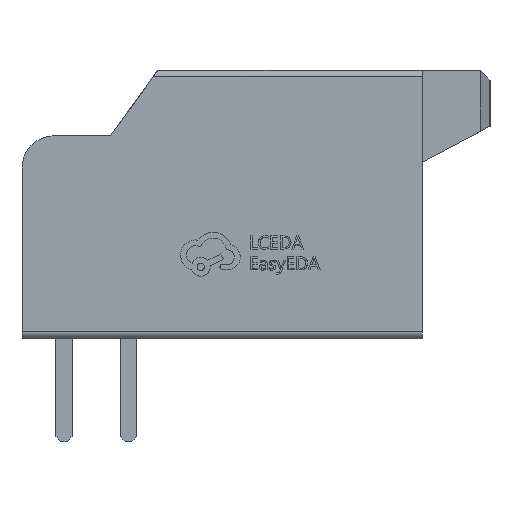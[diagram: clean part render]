
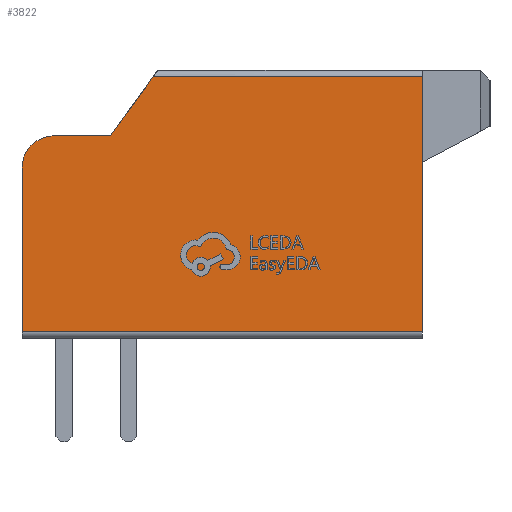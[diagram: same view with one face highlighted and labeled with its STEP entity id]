
A CAD part, left-side view. The second image highlights one B-rep face of the part: STEP entity #3822.
In plain terms, the highlighted planar face has unit normal (-1, 0, 0).
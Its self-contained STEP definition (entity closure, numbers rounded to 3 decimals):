
#119 = VECTOR ( 'NONE', #14289, 1000. ) ;
#409 = EDGE_CURVE ( 'NONE', #20694, #27535, #10635, .T. ) ;
#1436 = DIRECTION ( 'NONE',  ( 0., 0., 1. ) ) ;
#1608 = CARTESIAN_POINT ( 'NONE',  ( -11., -0.441, 6.275 ) ) ;
#1780 = CARTESIAN_POINT ( 'NONE',  ( -11., 2.3, 0.2 ) ) ;
#3656 = ORIENTED_EDGE ( 'NONE', *, *, #409, .T. ) ;
#3822 = ADVANCED_FACE ( 'NONE', ( #30695 ), #7277, .F. ) ;
#3841 = DIRECTION ( 'NONE',  ( 0., -1., 0. ) ) ;
#3900 = CARTESIAN_POINT ( 'NONE',  ( -11., -10.1, 8.1 ) ) ;
#4160 = DIRECTION ( 'NONE',  ( 0., 1., 0. ) ) ;
#4503 = VECTOR ( 'NONE', #3841, 1000. ) ;
#4749 = DIRECTION ( 'NONE',  ( 1., 0., 0. ) ) ;
#6734 = ORIENTED_EDGE ( 'NONE', *, *, #28586, .T. ) ;
#7277 = PLANE ( 'NONE',  #30560 ) ;
#7294 = CARTESIAN_POINT ( 'NONE',  ( -11., 1.3, 6.275 ) ) ;
#7356 = EDGE_CURVE ( 'NONE', #12439, #20694, #24497, .T. ) ;
#7385 = CARTESIAN_POINT ( 'NONE',  ( -11., -0.441, 6.275 ) ) ;
#8629 = LINE ( 'NONE', #15811, #19609 ) ;
#8925 = VECTOR ( 'NONE', #1436, 1000. ) ;
#9714 = EDGE_LOOP ( 'NONE', ( #15732, #32422, #15554, #14311, #6734, #23174, #3656 ) ) ;
#10635 = CIRCLE ( 'NONE', #21554, 1. ) ;
#12439 = VERTEX_POINT ( 'NONE', #7385 ) ;
#13000 = VECTOR ( 'NONE', #16779, 1000. ) ;
#13759 = DIRECTION ( 'NONE',  ( 0., 0., -1. ) ) ;
#14289 = DIRECTION ( 'NONE',  ( 0., 1., 0. ) ) ;
#14311 = ORIENTED_EDGE ( 'NONE', *, *, #28287, .T. ) ;
#14383 = CARTESIAN_POINT ( 'NONE',  ( -11., -10.1, 0. ) ) ;
#15125 = CARTESIAN_POINT ( 'NONE',  ( -11., 2.3, 5.275 ) ) ;
#15147 = DIRECTION ( 'NONE',  ( 0., 1., 0. ) ) ;
#15378 = VECTOR ( 'NONE', #27723, 1000. ) ;
#15554 = ORIENTED_EDGE ( 'NONE', *, *, #17169, .T. ) ;
#15732 = ORIENTED_EDGE ( 'NONE', *, *, #19627, .T. ) ;
#15811 = CARTESIAN_POINT ( 'NONE',  ( -11., 2.3, 8.3 ) ) ;
#16779 = DIRECTION ( 'NONE',  ( 0., 1., 0. ) ) ;
#16838 = CARTESIAN_POINT ( 'NONE',  ( -11., -1.909, 8.1 ) ) ;
#17169 = EDGE_CURVE ( 'NONE', #24863, #31073, #26889, .T. ) ;
#17680 = CARTESIAN_POINT ( 'NONE',  ( -11., 2.3, 8.3 ) ) ;
#18017 = CARTESIAN_POINT ( 'NONE',  ( -11., 2.3, 0.2 ) ) ;
#19505 = LINE ( 'NONE', #1608, #15378 ) ;
#19609 = VECTOR ( 'NONE', #13759, 1000. ) ;
#19627 = EDGE_CURVE ( 'NONE', #27535, #22975, #8629, .T. ) ;
#20058 = LINE ( 'NONE', #16838, #119 ) ;
#20331 = CARTESIAN_POINT ( 'NONE',  ( -11., 1.3, 5.275 ) ) ;
#20694 = VERTEX_POINT ( 'NONE', #7294 ) ;
#21554 = AXIS2_PLACEMENT_3D ( 'NONE', #20331, #30442, #4160 ) ;
#21902 = CARTESIAN_POINT ( 'NONE',  ( -11., 2.3, 6.275 ) ) ;
#21991 = VERTEX_POINT ( 'NONE', #28627 ) ;
#22975 = VERTEX_POINT ( 'NONE', #18017 ) ;
#23174 = ORIENTED_EDGE ( 'NONE', *, *, #7356, .T. ) ;
#24497 = LINE ( 'NONE', #21902, #13000 ) ;
#24662 = LINE ( 'NONE', #1780, #4503 ) ;
#24863 = VERTEX_POINT ( 'NONE', #29925 ) ;
#26889 = LINE ( 'NONE', #14383, #8925 ) ;
#27535 = VERTEX_POINT ( 'NONE', #15125 ) ;
#27723 = DIRECTION ( 'NONE',  ( 0., 0.587, -0.81 ) ) ;
#28287 = EDGE_CURVE ( 'NONE', #31073, #21991, #20058, .T. ) ;
#28586 = EDGE_CURVE ( 'NONE', #21991, #12439, #19505, .T. ) ;
#28611 = EDGE_CURVE ( 'NONE', #22975, #24863, #24662, .T. ) ;
#28627 = CARTESIAN_POINT ( 'NONE',  ( -11., -1.764, 8.1 ) ) ;
#29925 = CARTESIAN_POINT ( 'NONE',  ( -11., -10.1, 0.2 ) ) ;
#30442 = DIRECTION ( 'NONE',  ( -1., 0., 0. ) ) ;
#30560 = AXIS2_PLACEMENT_3D ( 'NONE', #17680, #4749, #15147 ) ;
#30695 = FACE_OUTER_BOUND ( 'NONE', #9714, .T. ) ;
#31073 = VERTEX_POINT ( 'NONE', #3900 ) ;
#32422 = ORIENTED_EDGE ( 'NONE', *, *, #28611, .T. ) ;
